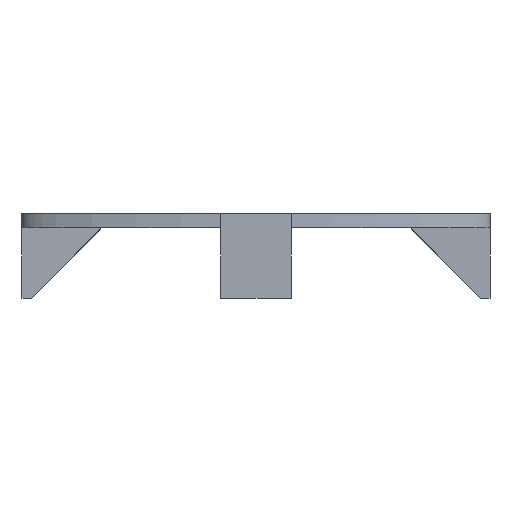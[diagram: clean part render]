
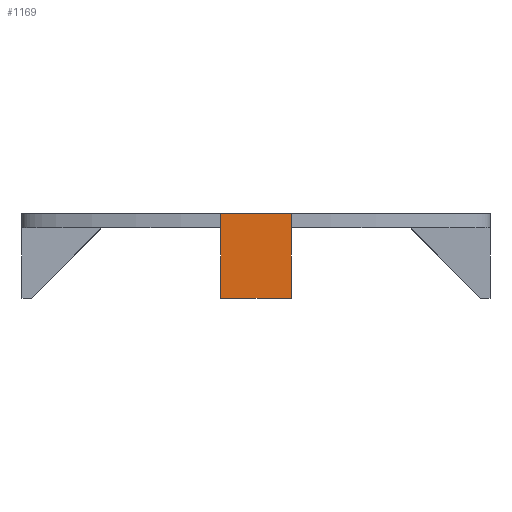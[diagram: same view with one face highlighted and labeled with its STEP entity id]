
A CAD part, left-side view. The second image highlights one B-rep face of the part: STEP entity #1169.
In plain terms, the highlighted planar face has unit normal (-1, 0, 0).
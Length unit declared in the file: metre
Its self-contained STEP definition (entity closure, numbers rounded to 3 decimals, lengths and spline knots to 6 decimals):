
#116=LINE('',#1829,#246);
#117=LINE('',#1836,#247);
#118=LINE('',#1838,#248);
#119=LINE('',#1840,#249);
#120=LINE('',#1841,#250);
#121=LINE('',#1843,#251);
#246=VECTOR('',#1463,1.);
#247=VECTOR('',#1466,1.);
#248=VECTOR('',#1467,1.);
#249=VECTOR('',#1468,1.);
#250=VECTOR('',#1469,1.);
#251=VECTOR('',#1470,1.);
#427=ORIENTED_EDGE('',*,*,#719,.T.);
#428=ORIENTED_EDGE('',*,*,#721,.F.);
#429=ORIENTED_EDGE('',*,*,#722,.T.);
#430=ORIENTED_EDGE('',*,*,#723,.T.);
#431=ORIENTED_EDGE('',*,*,#724,.F.);
#432=ORIENTED_EDGE('',*,*,#725,.F.);
#719=EDGE_CURVE('',#862,#811,#116,.T.);
#721=EDGE_CURVE('',#863,#811,#117,.T.);
#722=EDGE_CURVE('',#863,#864,#118,.T.);
#723=EDGE_CURVE('',#864,#808,#119,.T.);
#724=EDGE_CURVE('',#865,#808,#120,.T.);
#725=EDGE_CURVE('',#862,#865,#121,.T.);
#808=VERTEX_POINT('',#1672);
#811=VERTEX_POINT('',#1677);
#862=VERTEX_POINT('',#1830);
#863=VERTEX_POINT('',#1837);
#864=VERTEX_POINT('',#1839);
#865=VERTEX_POINT('',#1842);
#950=EDGE_LOOP('',(#427,#428,#429,#430,#431,#432));
#1044=FACE_BOUND('',#950,.T.);
#1122=PLANE('',#1258);
#1169=ADVANCED_FACE('',(#1044),#1122,.F.);
#1258=AXIS2_PLACEMENT_3D('',#1835,#1464,#1465);
#1463=DIRECTION('',(0.,0.,-1.));
#1464=DIRECTION('',(1.,0.,0.));
#1465=DIRECTION('',(0.,0.,-1.));
#1466=DIRECTION('',(0.,0.,1.));
#1467=DIRECTION('',(0.,-1.,0.));
#1468=DIRECTION('',(0.,0.,1.));
#1469=DIRECTION('',(0.,0.,-1.));
#1470=DIRECTION('',(0.,-1.,0.));
#1672=CARTESIAN_POINT('',(-0.085,-0.0075,0.));
#1677=CARTESIAN_POINT('',(-0.085,0.0075,0.));
#1829=CARTESIAN_POINT('',(-0.085,0.0075,0.003));
#1830=CARTESIAN_POINT('',(-0.085,0.0075,0.003));
#1835=CARTESIAN_POINT('',(-0.085,0.,0.003));
#1836=CARTESIAN_POINT('',(-0.085,0.0075,-0.015));
#1837=CARTESIAN_POINT('',(-0.085,0.0075,-0.015));
#1838=CARTESIAN_POINT('',(-0.085,0.,-0.015));
#1839=CARTESIAN_POINT('',(-0.085,-0.0075,-0.015));
#1840=CARTESIAN_POINT('',(-0.085,-0.0075,-0.015));
#1841=CARTESIAN_POINT('',(-0.085,-0.0075,0.003));
#1842=CARTESIAN_POINT('',(-0.085,-0.0075,0.003));
#1843=CARTESIAN_POINT('',(-0.085,0.,0.003));
